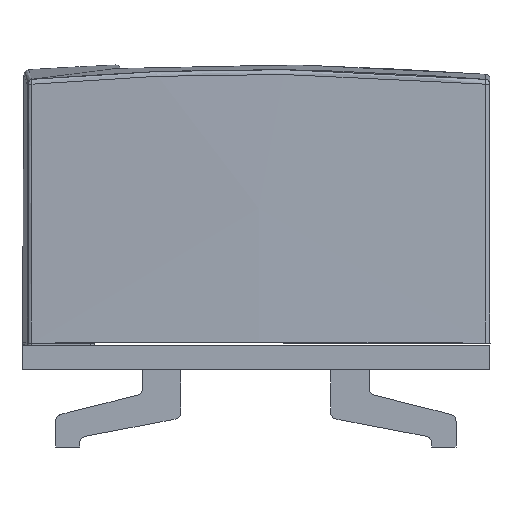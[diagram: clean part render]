
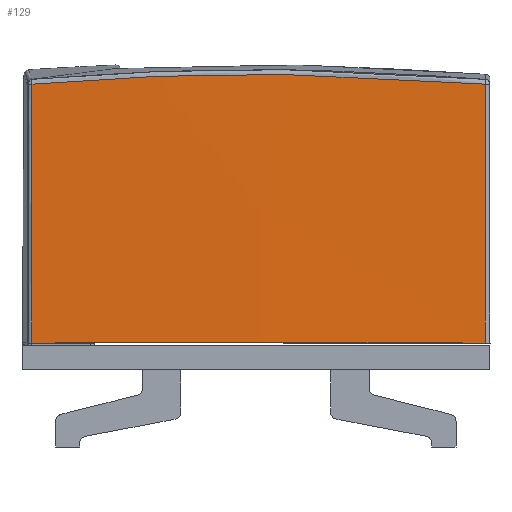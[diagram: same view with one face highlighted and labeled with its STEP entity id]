
A CAD part, left-side view. The second image highlights one B-rep face of the part: STEP entity #129.
In plain terms, the highlighted free-form (B-spline) face has degree [2, 3] with [3, 6] control points.
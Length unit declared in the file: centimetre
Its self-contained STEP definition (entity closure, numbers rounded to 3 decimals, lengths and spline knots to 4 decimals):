
#129=ADVANCED_FACE($,(#296),#1842,.T.);
#296=FACE_OUTER_BOUND($,#463,.T.);
#463=EDGE_LOOP($,(#716,#717,#718,#719));
#716=ORIENTED_EDGE($,*,*,#1336,.T.);
#717=ORIENTED_EDGE($,*,*,#1338,.T.);
#718=ORIENTED_EDGE($,*,*,#1337,.T.);
#719=ORIENTED_EDGE($,*,*,#1332,.F.);
#1332=EDGE_CURVE($,#1651,#1650,#2034,.T.);
#1336=EDGE_CURVE($,#1651,#1653,#2035,.T.);
#1337=EDGE_CURVE($,#1654,#1650,#2036,.T.);
#1338=EDGE_CURVE($,#1653,#1654,#2037,.T.);
#1650=VERTEX_POINT($,#3822);
#1651=VERTEX_POINT($,#3823);
#1653=VERTEX_POINT($,#3825);
#1654=VERTEX_POINT($,#3826);
#1842=(
BOUNDED_SURFACE()
B_SPLINE_SURFACE(2,3,((#3463,#3464,#3465,#3466,#3467,#3468),(#3469,#3470,
#3471,#3472,#3473,#3474),(#3475,#3476,#3477,#3478,#3479,#3480)),.UNSPECIFIED.,
.F.,.F.,.F.)
B_SPLINE_SURFACE_WITH_KNOTS((3,3),(4,2,4),(28.,82.1537),
(0.8714,43.5207,86.1701),.UNSPECIFIED.)
GEOMETRIC_REPRESENTATION_ITEM()
RATIONAL_B_SPLINE_SURFACE(((1.,1.,1.,1.,1.,1.),(1.,1.,1.,1.,1.,1.),(1.,1.,
1.,1.,1.,1.)))
REPRESENTATION_ITEM($)
SURFACE()
);
#2034=(
BOUNDED_CURVE()
B_SPLINE_CURVE(3,(#2955,#2956,#2957,#2958,#2959,#2960),.UNSPECIFIED.,.F.,
.F.)
B_SPLINE_CURVE_WITH_KNOTS((4,2,4),(0.8714,43.5207,86.1701),
.UNSPECIFIED.)
CURVE()
GEOMETRIC_REPRESENTATION_ITEM()
RATIONAL_B_SPLINE_CURVE((1.,1.,1.,1.,1.,1.))
REPRESENTATION_ITEM($)
);
#2035=(
BOUNDED_CURVE()
B_SPLINE_CURVE(3,(#2995,#2996,#2997,#2998),.UNSPECIFIED.,.F.,.F.)
B_SPLINE_CURVE_WITH_KNOTS((4,4),(0.0062,53.6686),.UNSPECIFIED.)
CURVE()
GEOMETRIC_REPRESENTATION_ITEM()
RATIONAL_B_SPLINE_CURVE((1.,1.,1.,1.))
REPRESENTATION_ITEM($)
);
#2036=(
BOUNDED_CURVE()
B_SPLINE_CURVE(3,(#2999,#3000,#3001,#3002),.UNSPECIFIED.,.F.,.F.)
B_SPLINE_CURVE_WITH_KNOTS((4,4),(0.8577,54.52),.UNSPECIFIED.)
CURVE()
GEOMETRIC_REPRESENTATION_ITEM()
RATIONAL_B_SPLINE_CURVE((1.,1.,1.,1.))
REPRESENTATION_ITEM($)
);
#2037=(
BOUNDED_CURVE()
B_SPLINE_CURVE(3,(#3003,#3004,#3005,#3006,#3007,#3008,#3009,#3010),.UNSPECIFIED.,
.F.,.F.)
B_SPLINE_CURVE_WITH_KNOTS((4,1,3,4),(0.8927,22.8229,
47.9069,94.921),.UNSPECIFIED.)
CURVE()
GEOMETRIC_REPRESENTATION_ITEM()
RATIONAL_B_SPLINE_CURVE((1.,1.,1.,1.,1.,1.,1.,1.))
REPRESENTATION_ITEM($)
);
#2955=CARTESIAN_POINT($,(12013.2352,-3310.955,5.5074));
#2956=CARTESIAN_POINT($,(12012.5927,-3295.309,5.6112));
#2957=CARTESIAN_POINT($,(12012.2708,-3279.6367,5.6633));
#2958=CARTESIAN_POINT($,(12012.2708,-3248.2911,5.6633));
#2959=CARTESIAN_POINT($,(12012.5926,-3232.6189,5.6112));
#2960=CARTESIAN_POINT($,(12013.2352,-3216.9729,5.5074));
#2995=CARTESIAN_POINT($,(12013.2352,-3310.955,5.5074));
#2996=CARTESIAN_POINT($,(12013.2391,-3310.9506,23.3948));
#2997=CARTESIAN_POINT($,(12013.2431,-3310.9462,41.2823));
#2998=CARTESIAN_POINT($,(12013.2471,-3310.9418,59.1697));
#2999=CARTESIAN_POINT($,(12013.2471,-3216.986,59.1697));
#3000=CARTESIAN_POINT($,(12013.2431,-3216.9816,41.2823));
#3001=CARTESIAN_POINT($,(12013.2391,-3216.9772,23.3948));
#3002=CARTESIAN_POINT($,(12013.2352,-3216.9729,5.5074));
#3003=CARTESIAN_POINT($,(12013.2471,-3310.9418,59.1697));
#3004=CARTESIAN_POINT($,(12013.0401,-3303.6577,59.8023));
#3005=CARTESIAN_POINT($,(12012.7,-3288.0113,60.8419));
#3006=CARTESIAN_POINT($,(12012.5817,-3272.3303,61.2037));
#3007=CARTESIAN_POINT($,(12012.5817,-3263.9639,61.2037));
#3008=CARTESIAN_POINT($,(12012.5817,-3248.2829,61.2036));
#3009=CARTESIAN_POINT($,(12012.8033,-3232.6019,60.5259));
#3010=CARTESIAN_POINT($,(12013.2471,-3216.986,59.1697));
#3463=CARTESIAN_POINT($,(12013.2352,-3310.955,5.5074));
#3464=CARTESIAN_POINT($,(12012.5927,-3295.309,5.6112));
#3465=CARTESIAN_POINT($,(12012.2708,-3279.6367,5.6633));
#3466=CARTESIAN_POINT($,(12012.2708,-3248.2911,5.6633));
#3467=CARTESIAN_POINT($,(12012.5926,-3232.6189,5.6112));
#3468=CARTESIAN_POINT($,(12013.2352,-3216.9729,5.5074));
#3469=CARTESIAN_POINT($,(12013.2414,-3310.9561,32.6227));
#3470=CARTESIAN_POINT($,(12012.6993,-3295.3287,33.3479));
#3471=CARTESIAN_POINT($,(12012.4278,-3279.6466,33.7112));
#3472=CARTESIAN_POINT($,(12012.4278,-3248.2812,33.7112));
#3473=CARTESIAN_POINT($,(12012.6993,-3232.5992,33.3479));
#3474=CARTESIAN_POINT($,(12013.2414,-3216.9717,32.6227));
#3475=CARTESIAN_POINT($,(12013.2477,-3310.9573,59.738));
#3476=CARTESIAN_POINT($,(12012.806,-3295.3485,61.0846));
#3477=CARTESIAN_POINT($,(12012.5848,-3279.6565,61.7591));
#3478=CARTESIAN_POINT($,(12012.5848,-3248.2713,61.7591));
#3479=CARTESIAN_POINT($,(12012.806,-3232.5796,61.0847));
#3480=CARTESIAN_POINT($,(12013.2477,-3216.9705,59.738));
#3822=CARTESIAN_POINT($,(12013.2352,-3216.9729,5.5074));
#3823=CARTESIAN_POINT($,(12013.2352,-3310.955,5.5074));
#3825=CARTESIAN_POINT($,(12013.2471,-3310.9418,59.1697));
#3826=CARTESIAN_POINT($,(12013.2471,-3216.986,59.1697));
